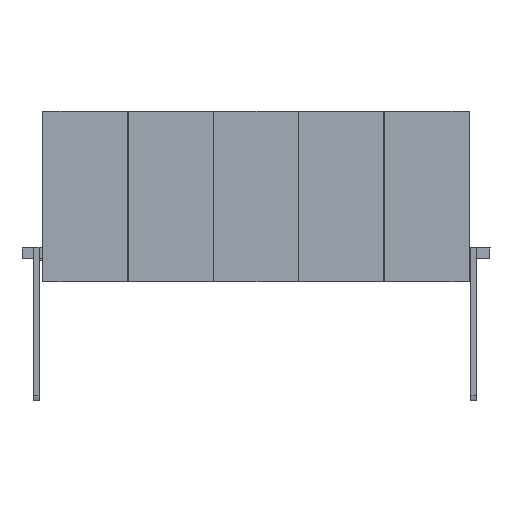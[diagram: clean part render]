
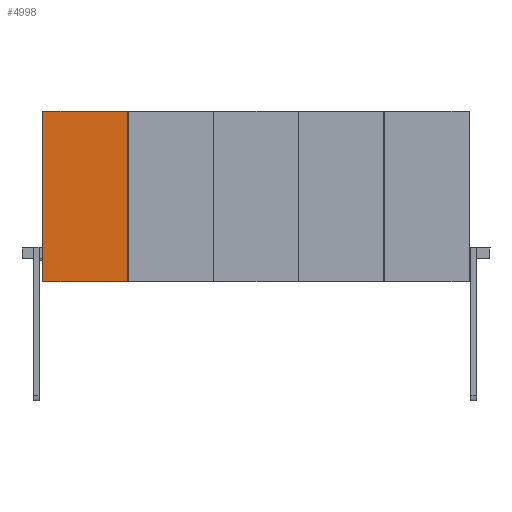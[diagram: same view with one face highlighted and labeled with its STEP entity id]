
A CAD part, front view. The second image highlights one B-rep face of the part: STEP entity #4998.
In plain terms, the highlighted planar face has unit normal (0, -1, 0).
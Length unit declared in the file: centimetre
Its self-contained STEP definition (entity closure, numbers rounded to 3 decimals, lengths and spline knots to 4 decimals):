
#360=PLANE('',#5369);
#651=FACE_OUTER_BOUND('',#984,.T.);
#984=EDGE_LOOP('',(#3670,#3671,#3672,#3673,#3674,#3675,#3676,#3677));
#1310=CIRCLE('',#5349,1.7);
#1312=CIRCLE('',#5353,1.7);
#1314=CIRCLE('',#5357,1.7);
#1316=CIRCLE('',#5361,1.7);
#1371=LINE('',#7352,#1967);
#1375=LINE('',#7364,#1971);
#1379=LINE('',#7376,#1975);
#1383=LINE('',#7387,#1979);
#1967=VECTOR('',#5826,1.);
#1971=VECTOR('',#5838,1.);
#1975=VECTOR('',#5850,1.);
#1979=VECTOR('',#5862,1.);
#2561=VERTEX_POINT('',#7342);
#2564=VERTEX_POINT('',#7347);
#2565=VERTEX_POINT('',#7351);
#2567=VERTEX_POINT('',#7357);
#2569=VERTEX_POINT('',#7363);
#2571=VERTEX_POINT('',#7369);
#2573=VERTEX_POINT('',#7375);
#2575=VERTEX_POINT('',#7381);
#2953=EDGE_CURVE('',#2564,#2561,#1310,.T.);
#2954=EDGE_CURVE('',#2561,#2565,#1371,.T.);
#2959=EDGE_CURVE('',#2565,#2567,#1312,.T.);
#2960=EDGE_CURVE('',#2567,#2569,#1375,.T.);
#2965=EDGE_CURVE('',#2569,#2571,#1314,.T.);
#2966=EDGE_CURVE('',#2571,#2573,#1379,.T.);
#2971=EDGE_CURVE('',#2573,#2575,#1316,.T.);
#2972=EDGE_CURVE('',#2575,#2564,#1383,.T.);
#3670=ORIENTED_EDGE('',*,*,#2953,.F.);
#3671=ORIENTED_EDGE('',*,*,#2972,.F.);
#3672=ORIENTED_EDGE('',*,*,#2971,.F.);
#3673=ORIENTED_EDGE('',*,*,#2966,.F.);
#3674=ORIENTED_EDGE('',*,*,#2965,.F.);
#3675=ORIENTED_EDGE('',*,*,#2960,.F.);
#3676=ORIENTED_EDGE('',*,*,#2959,.F.);
#3677=ORIENTED_EDGE('',*,*,#2954,.F.);
#4998=ADVANCED_FACE('',(#651),#360,.F.);
#5349=AXIS2_PLACEMENT_3D('',#7349,#5822,#5823);
#5353=AXIS2_PLACEMENT_3D('',#7361,#5834,#5835);
#5357=AXIS2_PLACEMENT_3D('',#7373,#5846,#5847);
#5361=AXIS2_PLACEMENT_3D('',#7385,#5858,#5859);
#5369=AXIS2_PLACEMENT_3D('',#7407,#5883,#5884);
#5822=DIRECTION('center_axis',(0.,1.,0.));
#5823=DIRECTION('ref_axis',(-0.707,0.,0.707));
#5826=DIRECTION('',(1.,0.,0.));
#5834=DIRECTION('center_axis',(0.,1.,0.));
#5835=DIRECTION('ref_axis',(0.707,0.,0.707));
#5838=DIRECTION('',(0.,0.,-1.));
#5846=DIRECTION('center_axis',(0.,1.,0.));
#5847=DIRECTION('ref_axis',(0.707,0.,-0.707));
#5850=DIRECTION('',(-1.,0.,0.));
#5858=DIRECTION('center_axis',(0.,1.,0.));
#5859=DIRECTION('ref_axis',(-0.707,0.,-0.707));
#5862=DIRECTION('',(0.,0.,1.));
#5883=DIRECTION('center_axis',(0.,1.,0.));
#5884=DIRECTION('ref_axis',(0.,0.,-1.));
#7342=CARTESIAN_POINT('',(2.,0.,-0.3));
#7347=CARTESIAN_POINT('',(0.3,0.,-2.));
#7349=CARTESIAN_POINT('Origin',(2.,0.,-2.));
#7351=CARTESIAN_POINT('',(123.,0.,-0.3));
#7352=CARTESIAN_POINT('',(62.5,0.,-0.3));
#7357=CARTESIAN_POINT('',(124.7,0.,-2.));
#7361=CARTESIAN_POINT('Origin',(123.,0.,-2.));
#7363=CARTESIAN_POINT('',(124.7,0.,-248.));
#7364=CARTESIAN_POINT('',(124.7,0.,-125.));
#7369=CARTESIAN_POINT('',(123.,0.,-249.7));
#7373=CARTESIAN_POINT('Origin',(123.,0.,-248.));
#7375=CARTESIAN_POINT('',(2.,0.,-249.7));
#7376=CARTESIAN_POINT('',(62.5,0.,-249.7));
#7381=CARTESIAN_POINT('',(0.3,0.,-248.));
#7385=CARTESIAN_POINT('Origin',(2.,0.,-248.));
#7387=CARTESIAN_POINT('',(0.3,0.,-125.));
#7407=CARTESIAN_POINT('Origin',(62.5,0.,-125.));
